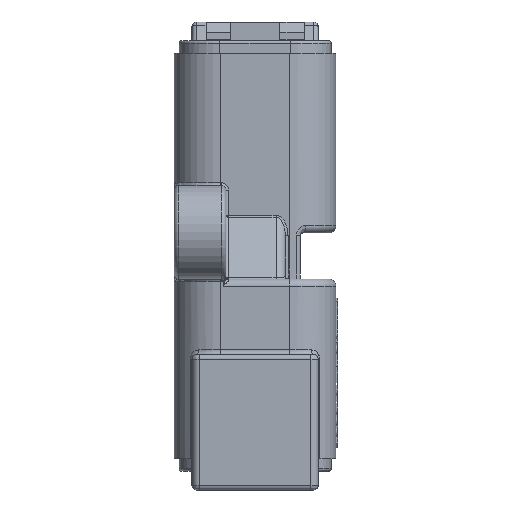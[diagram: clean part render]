
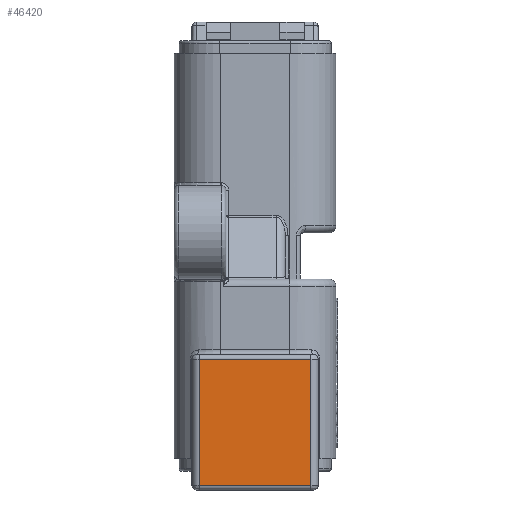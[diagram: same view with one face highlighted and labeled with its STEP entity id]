
A CAD part, front view. The second image highlights one B-rep face of the part: STEP entity #46420.
In plain terms, the highlighted planar face has unit normal (0, -1, 0).
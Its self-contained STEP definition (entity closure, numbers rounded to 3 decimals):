
#12899=DIRECTION('',(1.,0.,0.));
#12900=VECTOR('',#12899,12.1);
#12901=CARTESIAN_POINT('',(-6.05,-9.025,-2.9));
#12902=LINE('',#12901,#12900);
#12903=DIRECTION('',(0.,0.,1.));
#12904=VECTOR('',#12903,13.7);
#12905=CARTESIAN_POINT('',(-6.05,-9.025,-2.9));
#12906=LINE('',#12905,#12904);
#12907=DIRECTION('',(-1.,0.,0.));
#12908=VECTOR('',#12907,12.1);
#12909=CARTESIAN_POINT('',(6.05,-9.025,10.8));
#12910=LINE('',#12909,#12908);
#12911=DIRECTION('',(0.,0.,-1.));
#12912=VECTOR('',#12911,13.7);
#12913=CARTESIAN_POINT('',(6.05,-9.025,10.8));
#12914=LINE('',#12913,#12912);
#23784=CARTESIAN_POINT('',(-6.05,-9.025,10.8));
#23786=VERTEX_POINT('',#23784);
#23788=CARTESIAN_POINT('',(6.05,-9.025,10.8));
#23789=VERTEX_POINT('',#23788);
#24748=CARTESIAN_POINT('',(6.05,-9.025,-2.9));
#24750=VERTEX_POINT('',#24748);
#24756=CARTESIAN_POINT('',(-6.05,-9.025,-2.9));
#24757=VERTEX_POINT('',#24756);
#46407=CARTESIAN_POINT('',(-6.85,-9.025,11.3));
#46408=DIRECTION('',(0.,-1.,0.));
#46409=DIRECTION('',(0.,0.,-1.));
#46410=AXIS2_PLACEMENT_3D('',#46407,#46408,#46409);
#46411=PLANE('',#46410);
#46412=ORIENTED_EDGE('',*,*,#46398,.F.);
#46413=ORIENTED_EDGE('',*,*,#46362,.T.);
#46415=ORIENTED_EDGE('',*,*,#46414,.F.);
#46417=ORIENTED_EDGE('',*,*,#46416,.T.);
#46418=EDGE_LOOP('',(#46412,#46413,#46415,#46417));
#46419=FACE_OUTER_BOUND('',#46418,.F.);
#46420=ADVANCED_FACE('',(#46419),#46411,.T.);
#46362=EDGE_CURVE('',#24757,#23786,#12906,.T.);
#46398=EDGE_CURVE('',#24757,#24750,#12902,.T.);
#46414=EDGE_CURVE('',#23789,#23786,#12910,.T.);
#46416=EDGE_CURVE('',#23789,#24750,#12914,.T.);
